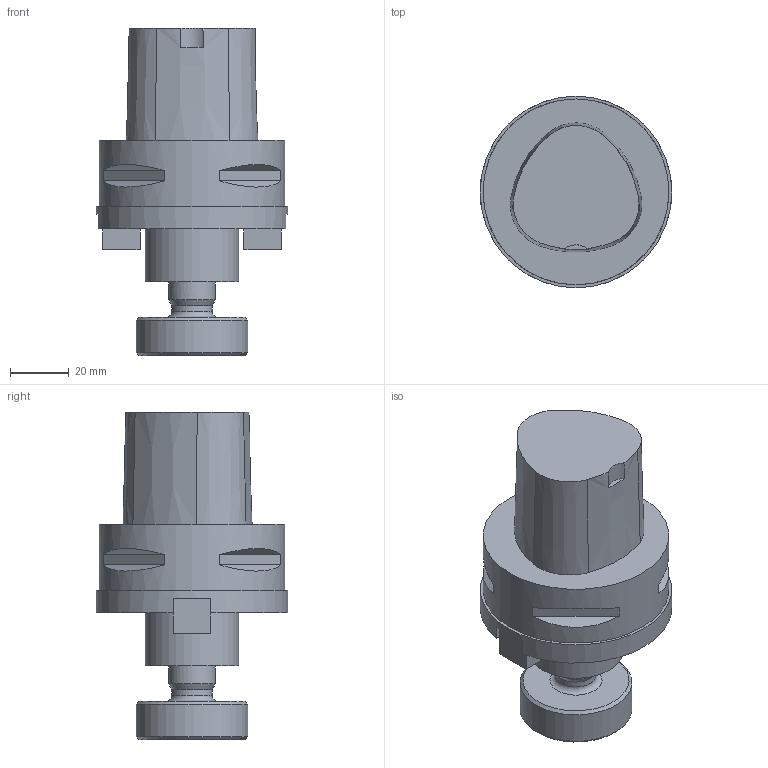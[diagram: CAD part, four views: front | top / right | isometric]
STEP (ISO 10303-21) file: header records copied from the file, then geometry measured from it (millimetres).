
FILE_DESCRIPTION(/* description */ ('3-D model version:1'),/* implementation_level */ '2;1');
FILE_NAME(/* name */ 'C6-A391.05C-31030M',/* time_stamp */ '2016-12-02T14:00:41',/* author */ ('InteractiveCad'),/* organization */ ('AB Sandvik Coromant'),/* preprocessor_version */ 'ST-DEVELOPER v11',/* originating_system */ 'SIEMENS UGS NX 6.0',/* authorization */ '');
FILE_SCHEMA(('AUTOMOTIVE_DESIGN'));
Length unit declared in the file: millimetre
Products named in the file (1): C6_A391_05C_31030M_SIM
Bounding box: 65 x 65 x 111 mm (x, y, z)
Volume: 180524 mm3; surface area: 25524.3 mm2
Topology: 1 solids, 1 shells, 73 faces, 157 edges, 103 vertices
Faces by surface type: plane 44, cylinder 17, cone 9, torus 3
Full cylindrical faces by diameter (mm): 4.5 x4, 8 x2, 8.5 x2, 9 x2, 13.65 x1, 15.875 x1, 31.75 x1, 38 x1, 63 x1, 65 x1
Entity records: 1902 total; most frequent: DIRECTION 340, CARTESIAN_POINT 303, ORIENTED_EDGE 252, AXIS2_PLACEMENT_3D 139, EDGE_CURVE 126, EDGE_LOOP 112, VERTEX_POINT 94, ADVANCED_FACE 73
